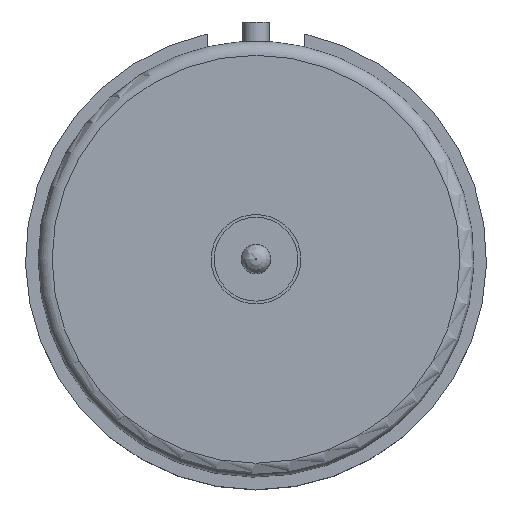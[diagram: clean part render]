
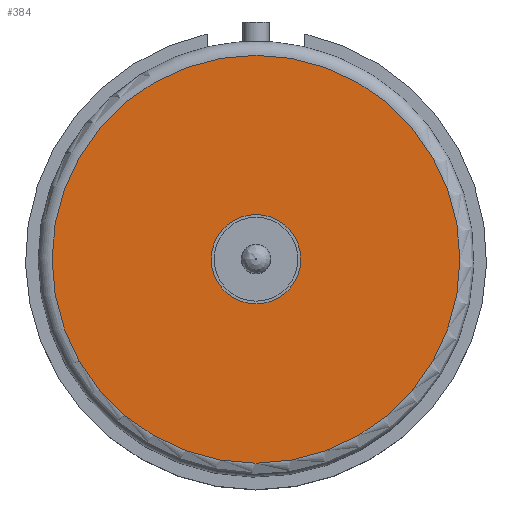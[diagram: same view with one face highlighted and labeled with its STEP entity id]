
A CAD part, top view. The second image highlights one B-rep face of the part: STEP entity #384.
In plain terms, the highlighted planar face has unit normal (0, 0, 1).
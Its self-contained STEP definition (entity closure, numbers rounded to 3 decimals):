
#22=FACE_BOUND('',#89,.T.);
#36=PLANE('',#444);
#58=FACE_OUTER_BOUND('',#88,.T.);
#88=EDGE_LOOP('',(#335));
#89=EDGE_LOOP('',(#336));
#164=CIRCLE('',#442,14.6);
#166=CIRCLE('',#445,3.2);
#199=VERTEX_POINT('',#672);
#200=VERTEX_POINT('',#676);
#245=EDGE_CURVE('',#199,#199,#164,.T.);
#247=EDGE_CURVE('',#200,#200,#166,.T.);
#335=ORIENTED_EDGE('',*,*,#245,.F.);
#336=ORIENTED_EDGE('',*,*,#247,.T.);
#384=ADVANCED_FACE('',(#58,#22),#36,.T.);
#442=AXIS2_PLACEMENT_3D('',#673,#553,#554);
#444=AXIS2_PLACEMENT_3D('',#675,#557,#558);
#445=AXIS2_PLACEMENT_3D('',#677,#559,#560);
#553=DIRECTION('center_axis',(0.,0.,-1.));
#554=DIRECTION('ref_axis',(1.,0.,0.));
#557=DIRECTION('center_axis',(0.,0.,1.));
#558=DIRECTION('ref_axis',(1.,0.,0.));
#559=DIRECTION('center_axis',(0.,0.,-1.));
#560=DIRECTION('ref_axis',(-1.,0.,0.));
#672=CARTESIAN_POINT('',(-14.6,0.,12.5));
#673=CARTESIAN_POINT('Origin',(0.,0.,12.5));
#675=CARTESIAN_POINT('Origin',(0.,0.,12.5));
#676=CARTESIAN_POINT('',(3.2,0.,12.5));
#677=CARTESIAN_POINT('Origin',(0.,0.,12.5));
